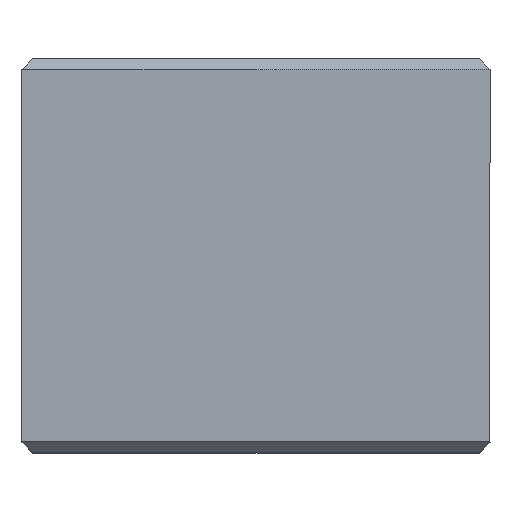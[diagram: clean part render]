
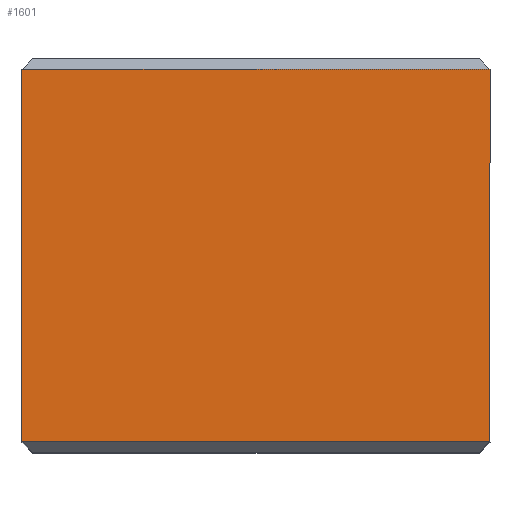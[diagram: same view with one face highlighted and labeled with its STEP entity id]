
A CAD part, top view. The second image highlights one B-rep face of the part: STEP entity #1601.
In plain terms, the highlighted planar face has unit normal (0, 0, 1).
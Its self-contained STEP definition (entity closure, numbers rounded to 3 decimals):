
#79 = ORIENTED_EDGE ( 'NONE', *, *, #1298, .T. ) ;
#117 = ORIENTED_EDGE ( 'NONE', *, *, #1274, .F. ) ;
#122 = ORIENTED_EDGE ( 'NONE', *, *, #1367, .F. ) ;
#179 = ORIENTED_EDGE ( 'NONE', *, *, #1340, .F. ) ;
#1274 = EDGE_CURVE ( 'NONE', #2786, #2819, #4991, .T. ) ;
#1298 = EDGE_CURVE ( 'NONE', #2786, #3510, #5064, .T. ) ;
#1340 = EDGE_CURVE ( 'NONE', #3498, #3510, #5169, .T. ) ;
#1367 = EDGE_CURVE ( 'NONE', #2819, #3498, #4330, .T. ) ;
#1601 = ADVANCED_FACE ( 'NONE', ( #2110 ), #2114, .F. ) ;
#2104 = DIRECTION ( 'NONE',  ( -1., 0., 0. ) ) ;
#2106 = CARTESIAN_POINT ( 'NONE',  ( 0., 18.5, 0. ) ) ;
#2110 = FACE_OUTER_BOUND ( 'NONE', #2919, .T. ) ;
#2114 = PLANE ( 'NONE',  #3793 ) ;
#2126 = DIRECTION ( 'NONE',  ( 0., 0., -1. ) ) ;
#2436 = CARTESIAN_POINT ( 'NONE',  ( 22., 18., 0. ) ) ;
#2468 = CARTESIAN_POINT ( 'NONE',  ( 0., 0.5, 0. ) ) ;
#2471 = CARTESIAN_POINT ( 'NONE',  ( 22., 0.5, 0. ) ) ;
#2472 = CARTESIAN_POINT ( 'NONE',  ( 0., 18., 0. ) ) ;
#2786 = VERTEX_POINT ( 'NONE', #2472 ) ;
#2819 = VERTEX_POINT ( 'NONE', #2436 ) ;
#2919 = EDGE_LOOP ( 'NONE', ( #179, #122, #117, #79 ) ) ;
#3498 = VERTEX_POINT ( 'NONE', #2471 ) ;
#3510 = VERTEX_POINT ( 'NONE', #2468 ) ;
#3793 = AXIS2_PLACEMENT_3D ( 'NONE', #2106, #2126, #2104 ) ;
#4050 = VECTOR ( 'NONE', #5015, 1000. ) ;
#4078 = VECTOR ( 'NONE', #5055, 1000. ) ;
#4146 = VECTOR ( 'NONE', #5199, 1000. ) ;
#4183 = VECTOR ( 'NONE', #4336, 1000. ) ;
#4330 = LINE ( 'NONE', #4331, #4183 ) ;
#4331 = CARTESIAN_POINT ( 'NONE',  ( 22., 18.5, 0. ) ) ;
#4336 = DIRECTION ( 'NONE',  ( 0., -1., 0. ) ) ;
#4991 = LINE ( 'NONE', #5020, #4050 ) ;
#5015 = DIRECTION ( 'NONE',  ( 1., 0., 0. ) ) ;
#5020 = CARTESIAN_POINT ( 'NONE',  ( 0., 18., 0. ) ) ;
#5042 = CARTESIAN_POINT ( 'NONE',  ( 0., 18.5, 0. ) ) ;
#5055 = DIRECTION ( 'NONE',  ( 0., -1., 0. ) ) ;
#5064 = LINE ( 'NONE', #5042, #4078 ) ;
#5169 = LINE ( 'NONE', #5212, #4146 ) ;
#5199 = DIRECTION ( 'NONE',  ( -1., 0., 0. ) ) ;
#5212 = CARTESIAN_POINT ( 'NONE',  ( 0., 0.5, 0. ) ) ;
